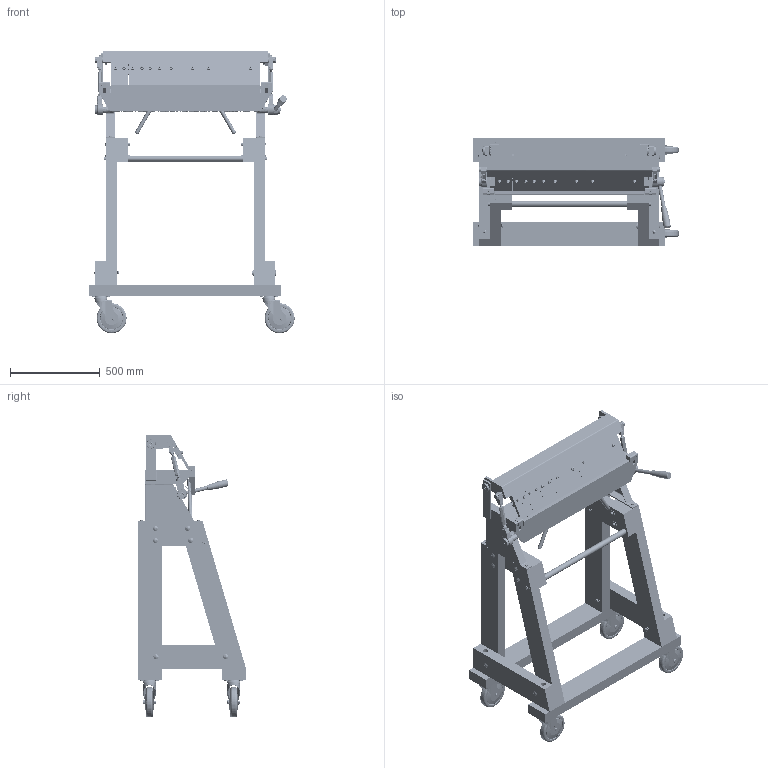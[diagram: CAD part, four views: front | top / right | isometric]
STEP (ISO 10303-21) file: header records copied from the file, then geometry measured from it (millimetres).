
FILE_DESCRIPTION(('FreeCAD Model'),'2;1');
FILE_NAME('Open CASCADE Shape Model','2025-05-07T15:59:16',('FreeCAD'),( 'FreeCAD'),'Open CASCADE STEP processor 7.6','FreeCAD','Unknown');
FILE_SCHEMA(('AUTOMOTIVE_DESIGN { 1 0 10303 214 1 1 1 1 }'));
Products named in the file (1): Open CASCADE STEP translator 7.6 1
Bounding box: 1145.58 x 603.71 x 1576.38 mm (x, y, z)
Volume: 73570863.3 mm3; surface area: 7174462 mm2
Topology: 350 solids, 353 shells, 6803 faces, 16973 edges, 10838 vertices
Faces by surface type: bspline 6803
Entity records: 355166 total; most frequent: CARTESIAN_POINT 258907, ORIENTED_EDGE 33182, EDGE_CURVE 16591, VERTEX_POINT 10838, B_SPLINE_CURVE_WITH_KNOTS 9753, FACE_BOUND 7553, EDGE_LOOP 7553, ADVANCED_FACE 6803
